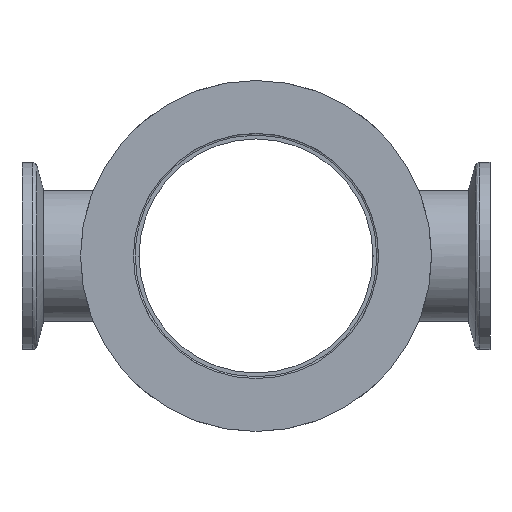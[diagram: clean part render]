
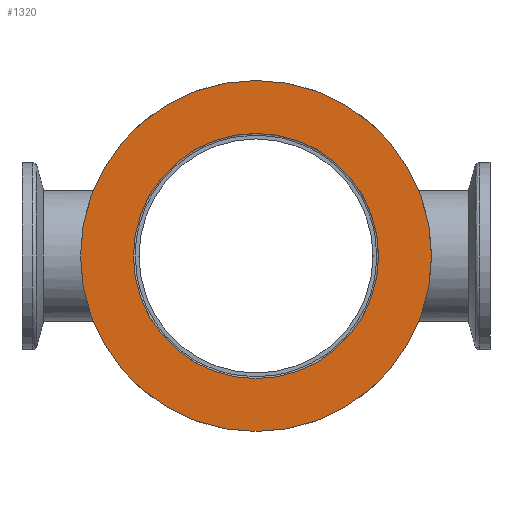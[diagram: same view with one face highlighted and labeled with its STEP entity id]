
A CAD part, left-side view. The second image highlights one B-rep face of the part: STEP entity #1320.
In plain terms, the highlighted face is planar.
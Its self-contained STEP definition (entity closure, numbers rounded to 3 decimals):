
#216 = CARTESIAN_POINT ( 'NONE',  ( 37.5, 5.1, 0. ) ) ;
#567 = DIRECTION ( 'NONE',  ( 1., 0., 0. ) ) ;
#597 = VERTEX_POINT ( 'NONE', #216 ) ;
#614 = ORIENTED_EDGE ( 'NONE', *, *, #2220, .T. ) ;
#868 = DIRECTION ( 'NONE',  ( 1., 0., 0. ) ) ;
#966 = PLANE ( 'NONE',  #3424 ) ;
#1320 = ADVANCED_FACE ( 'NONE', ( #1743, #2017 ), #966, .T. ) ;
#1351 = CARTESIAN_POINT ( 'NONE',  ( 37.5, 5.1, 0. ) ) ;
#1503 = CARTESIAN_POINT ( 'NONE',  ( 0., 5.1, 0. ) ) ;
#1682 = CIRCLE ( 'NONE', #3342, 37.5 ) ;
#1743 = FACE_BOUND ( 'NONE', #3695, .T. ) ;
#1888 = DIRECTION ( 'NONE',  ( 0., -1., 0. ) ) ;
#1972 = CARTESIAN_POINT ( 'NONE',  ( 0., 5.1, 0. ) ) ;
#2017 = FACE_OUTER_BOUND ( 'NONE', #2719, .T. ) ;
#2220 = EDGE_CURVE ( 'NONE', #597, #597, #1682, .T. ) ;
#2497 = VERTEX_POINT ( 'NONE', #3553 ) ;
#2679 = DIRECTION ( 'NONE',  ( 0., 1., 0. ) ) ;
#2719 = EDGE_LOOP ( 'NONE', ( #614 ) ) ;
#2918 = CIRCLE ( 'NONE', #4386, 26.2 ) ;
#3296 = DIRECTION ( 'NONE',  ( 0., 1., 0. ) ) ;
#3342 = AXIS2_PLACEMENT_3D ( 'NONE', #1972, #3296, #567 ) ;
#3352 = EDGE_CURVE ( 'NONE', #2497, #2497, #2918, .T. ) ;
#3424 = AXIS2_PLACEMENT_3D ( 'NONE', #1351, #2679, #4095 ) ;
#3553 = CARTESIAN_POINT ( 'NONE',  ( 26.2, 5.1, 0. ) ) ;
#3695 = EDGE_LOOP ( 'NONE', ( #4186 ) ) ;
#4095 = DIRECTION ( 'NONE',  ( -1., 0., 0. ) ) ;
#4186 = ORIENTED_EDGE ( 'NONE', *, *, #3352, .T. ) ;
#4386 = AXIS2_PLACEMENT_3D ( 'NONE', #1503, #1888, #868 ) ;
